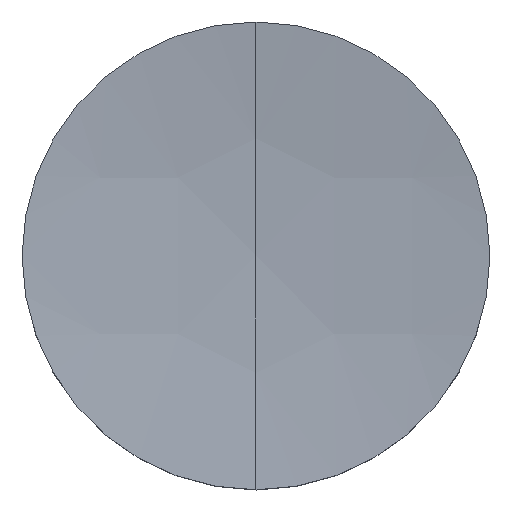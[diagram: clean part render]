
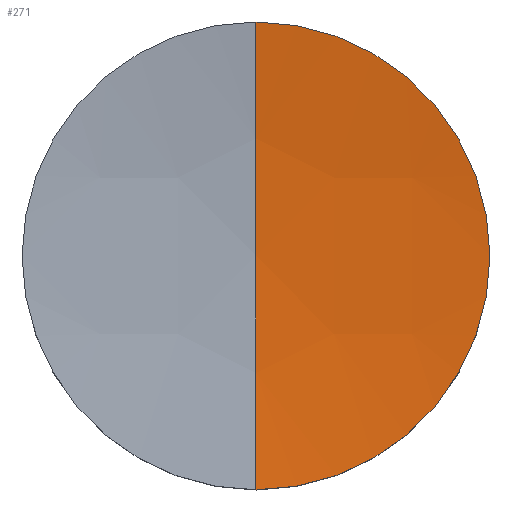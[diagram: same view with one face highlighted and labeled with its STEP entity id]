
A CAD part, top view. The second image highlights one B-rep face of the part: STEP entity #271.
In plain terms, the highlighted free-form (B-spline) face has degree [3, 3] with [4, 4] control points.
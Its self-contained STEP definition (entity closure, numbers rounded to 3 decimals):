
#2 = CARTESIAN_POINT ( 'NONE',  ( 0., -2.153, 2.467 ) ) ;
#24 = CARTESIAN_POINT ( 'NONE',  ( 2.12, 6.426, 2.996 ) ) ;
#29 = CARTESIAN_POINT ( 'NONE',  ( 6.34, -6.426, 3.385 ) ) ;
#33 = ORIENTED_EDGE ( 'NONE', *, *, #84, .T. ) ;
#50 = CARTESIAN_POINT ( 'NONE',  ( 6.404, -2.153, 2.86 ) ) ;
#51 = CARTESIAN_POINT ( 'NONE',  ( 2.141, 2.153, 2.467 ) ) ;
#56 = AXIS2_PLACEMENT_3D ( 'NONE', #150, #115, #138 ) ;
#77 = CARTESIAN_POINT ( 'NONE',  ( 2.141, -2.153, 2.467 ) ) ;
#84 = EDGE_CURVE ( 'NONE', #201, #267, #172, .T. ) ;
#90 = CARTESIAN_POINT ( 'NONE',  ( 0., -6.35, 2.987 ) ) ;
#91 =( BOUNDED_SURFACE ( )  B_SPLINE_SURFACE ( 3, 3, ( 
 ( #243, #149, #24, #97 ),
 ( #200, #154, #51, #118 ),
 ( #50, #274, #77, #2 ),
 ( #29, #250, #179, #223 ) ),
 .UNSPECIFIED., .F., .F., .F. ) 
 B_SPLINE_SURFACE_WITH_KNOTS ( ( 4, 4 ),
 ( 4, 4 ),
 ( 0., 1. ),
 ( 0., 1. ),
 .UNSPECIFIED. ) 
 GEOMETRIC_REPRESENTATION_ITEM ( )  RATIONAL_B_SPLINE_SURFACE ( (
 ( 1., 0.999, 0.999, 1.),
 ( 0.995, 0.994, 0.994, 0.995),
 ( 0.995, 0.994, 0.994, 0.995),
 ( 1., 0.999, 0.999, 1.) ) ) 
 REPRESENTATION_ITEM ( '' )  SURFACE ( )  );
#97 = CARTESIAN_POINT ( 'NONE',  ( 0., 6.426, 2.996 ) ) ;
#105 = ORIENTED_EDGE ( 'NONE', *, *, #148, .F. ) ;
#108 = DIRECTION ( 'NONE',  ( 0., 1., 0. ) ) ;
#110 = AXIS2_PLACEMENT_3D ( 'NONE', #165, #216, #108 ) ;
#115 = DIRECTION ( 'NONE',  ( 0., 0., -1. ) ) ;
#118 = CARTESIAN_POINT ( 'NONE',  ( 0., 2.153, 2.467 ) ) ;
#138 = DIRECTION ( 'NONE',  ( 1., 0., 0. ) ) ;
#148 = EDGE_CURVE ( 'NONE', #201, #229, #168, .T. ) ;
#149 = CARTESIAN_POINT ( 'NONE',  ( 4.236, 6.426, 3.126 ) ) ;
#150 = CARTESIAN_POINT ( 'NONE',  ( 0., 0., 2.987 ) ) ;
#154 = CARTESIAN_POINT ( 'NONE',  ( 4.279, 2.153, 2.598 ) ) ;
#165 = CARTESIAN_POINT ( 'NONE',  ( 0., 0., 54.91 ) ) ;
#166 = CARTESIAN_POINT ( 'NONE',  ( 0., 0., 2.987 ) ) ;
#168 = CIRCLE ( 'NONE', #288, 6.35 ) ;
#172 = CIRCLE ( 'NONE', #110, 52.31 ) ;
#179 = CARTESIAN_POINT ( 'NONE',  ( 2.12, -6.426, 2.996 ) ) ;
#180 = ORIENTED_EDGE ( 'NONE', *, *, #194, .F. ) ;
#188 = EDGE_LOOP ( 'NONE', ( #105, #33, #180 ) ) ;
#194 = EDGE_CURVE ( 'NONE', #229, #267, #275, .T. ) ;
#199 = CARTESIAN_POINT ( 'NONE',  ( 6.35, 0., 2.987 ) ) ;
#200 = CARTESIAN_POINT ( 'NONE',  ( 6.404, 2.153, 2.86 ) ) ;
#201 = VERTEX_POINT ( 'NONE', #270 ) ;
#214 = DIRECTION ( 'NONE',  ( 0., 0., -1. ) ) ;
#216 = DIRECTION ( 'NONE',  ( -1., 0., 0. ) ) ;
#223 = CARTESIAN_POINT ( 'NONE',  ( 0., -6.426, 2.996 ) ) ;
#229 = VERTEX_POINT ( 'NONE', #199 ) ;
#243 = CARTESIAN_POINT ( 'NONE',  ( 6.34, 6.426, 3.385 ) ) ;
#250 = CARTESIAN_POINT ( 'NONE',  ( 4.236, -6.426, 3.126 ) ) ;
#263 = FACE_OUTER_BOUND ( 'NONE', #188, .T. ) ;
#267 = VERTEX_POINT ( 'NONE', #90 ) ;
#270 = CARTESIAN_POINT ( 'NONE',  ( 0., 6.35, 2.987 ) ) ;
#271 = ADVANCED_FACE ( 'NONE', ( #263 ), #91, .F. ) ;
#274 = CARTESIAN_POINT ( 'NONE',  ( 4.279, -2.153, 2.598 ) ) ;
#275 = CIRCLE ( 'NONE', #56, 6.35 ) ;
#284 = DIRECTION ( 'NONE',  ( 1., 0., 0. ) ) ;
#288 = AXIS2_PLACEMENT_3D ( 'NONE', #166, #214, #284 ) ;
